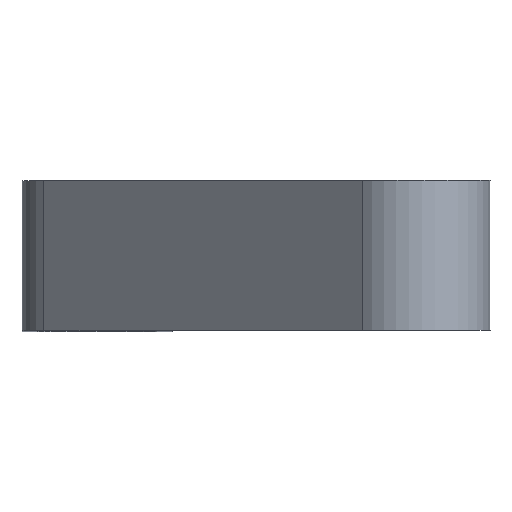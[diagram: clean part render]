
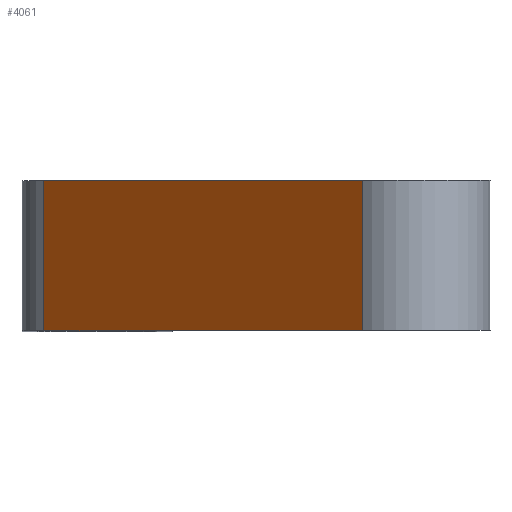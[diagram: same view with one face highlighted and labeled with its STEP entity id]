
A CAD part, top view. The second image highlights one B-rep face of the part: STEP entity #4061.
In plain terms, the highlighted planar face has unit normal (-0.707, 0, 0.707).
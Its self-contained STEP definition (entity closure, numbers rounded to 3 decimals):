
#457=FACE_OUTER_BOUND('',#659,.T.);
#659=EDGE_LOOP('',(#3311,#3312,#3313,#3314));
#961=LINE('',#6396,#1391);
#1056=LINE('',#6657,#1486);
#1057=LINE('',#6660,#1487);
#1058=LINE('',#6661,#1488);
#1391=VECTOR('',#5152,10.);
#1486=VECTOR('',#5421,10.);
#1487=VECTOR('',#5426,10.);
#1488=VECTOR('',#5427,10.);
#1828=VERTEX_POINT('',#6394);
#1829=VERTEX_POINT('',#6395);
#1907=VERTEX_POINT('',#6654);
#1908=VERTEX_POINT('',#6656);
#2314=EDGE_CURVE('',#1828,#1829,#961,.T.);
#2449=EDGE_CURVE('',#1908,#1907,#1056,.T.);
#2451=EDGE_CURVE('',#1829,#1907,#1057,.T.);
#2452=EDGE_CURVE('',#1908,#1828,#1058,.T.);
#3311=ORIENTED_EDGE('',*,*,#2449,.T.);
#3312=ORIENTED_EDGE('',*,*,#2451,.F.);
#3313=ORIENTED_EDGE('',*,*,#2314,.F.);
#3314=ORIENTED_EDGE('',*,*,#2452,.F.);
#3871=PLANE('',#4417);
#4061=ADVANCED_FACE('',(#457),#3871,.T.);
#4417=AXIS2_PLACEMENT_3D('',#6659,#5424,#5425);
#5152=DIRECTION('',(0.,1.,0.));
#5421=DIRECTION('',(0.,1.,0.));
#5424=DIRECTION('center_axis',(-0.707,0.,
0.707));
#5425=DIRECTION('ref_axis',(0.707,0.,0.707));
#5426=DIRECTION('',(0.707,0.,0.707));
#5427=DIRECTION('',(-0.707,0.,-0.707));
#6394=CARTESIAN_POINT('',(-4.729,1.028,2.899));
#6395=CARTESIAN_POINT('',(-4.729,11.028,2.899));
#6396=CARTESIAN_POINT('',(-4.729,6.028,2.899));
#6654=CARTESIAN_POINT('',(16.484,11.028,24.113));
#6656=CARTESIAN_POINT('',(16.484,1.028,24.113));
#6657=CARTESIAN_POINT('',(16.484,6.028,24.113));
#6659=CARTESIAN_POINT('Origin',(12.948,6.028,20.577));
#6660=CARTESIAN_POINT('',(-4.729,11.028,2.899));
#6661=CARTESIAN_POINT('',(12.948,1.028,20.577));
